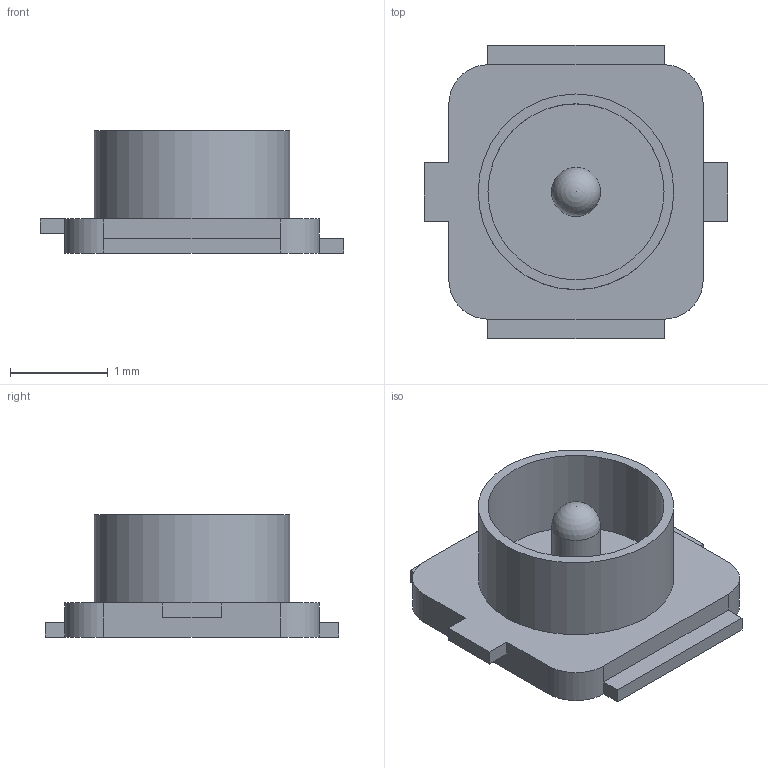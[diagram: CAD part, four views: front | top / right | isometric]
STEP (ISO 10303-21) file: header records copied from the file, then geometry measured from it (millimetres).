
FILE_DESCRIPTION(/* description */ ('Alibre Inc.'),/* implementation_level */ '2;1');
FILE_NAME(/* name */ 'export0',/* time_stamp */ '2017-01-26T14:28:02+08:00',/* author */ (''),/* organization */ (''),/* preprocessor_version */ 'ST-DEVELOPER v14',/* originating_system */ 'Alibre',/* authorisation */ '');
FILE_SCHEMA (('AUTOMOTIVE_DESIGN'));
Length unit declared in the file: centimetre
Bounding box: 3.1 x 3 x 1.25 mm (x, y, z)
Volume: 3 mm3; surface area: 32.2 mm2
Topology: 1 solids, 1 shells, 36 faces, 93 edges, 62 vertices
Faces by surface type: plane 25, cylinder 9, sphere 1, bspline 1
Full cylindrical faces by diameter (mm): 0.4 x1, 0.5 x2, 1.8 x1, 2 x1
Entity records: 1161 total; most frequent: CARTESIAN_POINT 350, ORIENTED_EDGE 164, DIRECTION 138, EDGE_CURVE 82, VERTEX_POINT 57, VECTOR 55, LINE 55, AXIS2_PLACEMENT_3D 54
